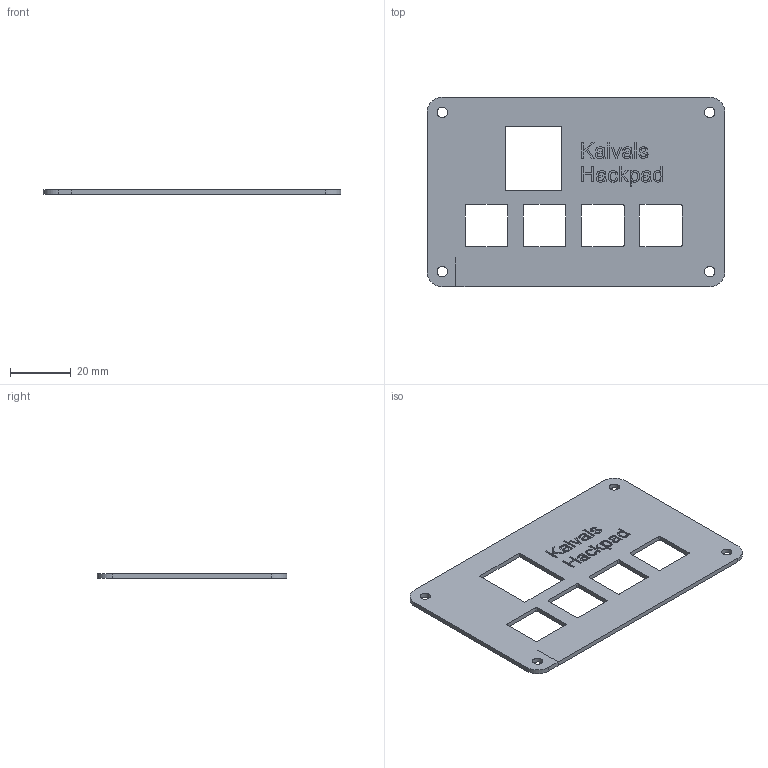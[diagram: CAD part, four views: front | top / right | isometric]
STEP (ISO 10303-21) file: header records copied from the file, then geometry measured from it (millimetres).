
FILE_DESCRIPTION(/* description */ (''),/* implementation_level */ '2;1');
FILE_NAME(/* name */ '9d04a91b-26c7-45e7-93e0-1348603f7529.stp',/* time_stamp */ '2026-02-06T02:57:03Z',/* author */ (''),/* organization */ (''),/* preprocessor_version */ 'ST-DEVELOPER v20.1',/* originating_system */ 'Autodesk Translation Framework v14.24.0.0',/* authorisation */ '');
FILE_SCHEMA (('AUTOMOTIVE_DESIGN { 1 0 10303 214 3 1 1 }'));
Length unit declared in the file: millimetre
Products named in the file (1): 2026-02-02-22-46-43-994
Bounding box: 97.74 x 62.18 x 1.5 mm (x, y, z)
Volume: 7231.2 mm3; surface area: 10850.2 mm2
Topology: 1 solids, 1 shells, 377 faces, 1062 edges, 708 vertices
Faces by surface type: bspline 217, plane 136, cylinder 24
Full cylindrical faces by diameter (mm): 3.4 x4
Entity records: 14203 total; most frequent: CARTESIAN_POINT 5837, ORIENTED_EDGE 2124, EDGE_CURVE 1062, DIRECTION 998, VERTEX_POINT 708, LINE 580, VECTOR 580, B_SPLINE_CURVE_WITH_KNOTS 434
